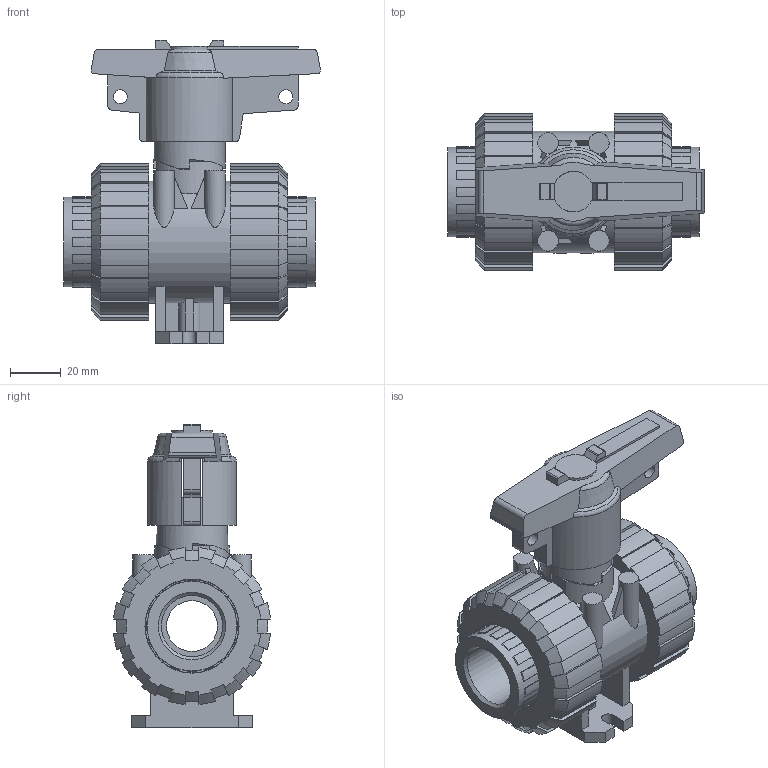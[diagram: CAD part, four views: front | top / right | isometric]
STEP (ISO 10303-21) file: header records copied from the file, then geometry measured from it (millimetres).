
FILE_DESCRIPTION((''),'2;1');
FILE_NAME('PV10053C020.stp','2022-02-14T16:35:19',('RL'),(''),'Autodesk Inventor 2012','Autodesk Inventor 2012','');
FILE_SCHEMA(('AUTOMOTIVE_DESIGN { 1 0 10303 214 1 1 1 1 }'));
Length unit declared in the file: millimetre
Products named in the file (1): PV10053C020
Bounding box: 101 x 61.76 x 119.43 mm (x, y, z)
Volume: 239525.3 mm3; surface area: 75262.6 mm2
Topology: 6 solids, 6 shells, 553 faces, 1606 edges, 1076 vertices
Faces by surface type: plane 288, cylinder 145, cone 112, torus 8
Full cylindrical faces by diameter (mm): 5.5 x2, 8.1 x4, 20 x3, 24.117 x2, 28 x1, 35.3 x2, 36.7 x2, 37 x2, 48 x3
Entity records: 18455 total; most frequent: CARTESIAN_POINT 4283, ORIENTED_EDGE 3140, DIRECTION 2794, EDGE_CURVE 1570, VERTEX_POINT 1066, AXIS2_PLACEMENT_3D 998, VECTOR 798, LINE 798
